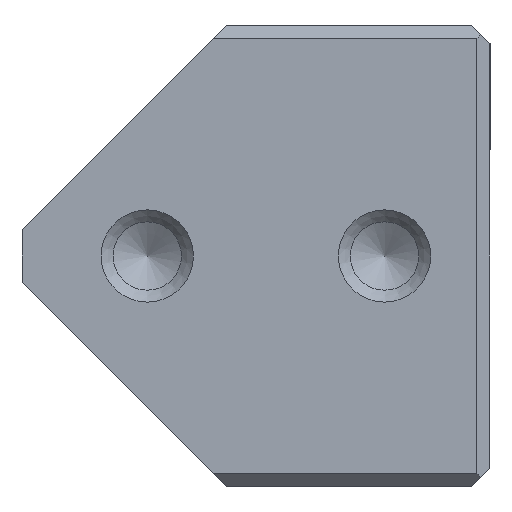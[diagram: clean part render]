
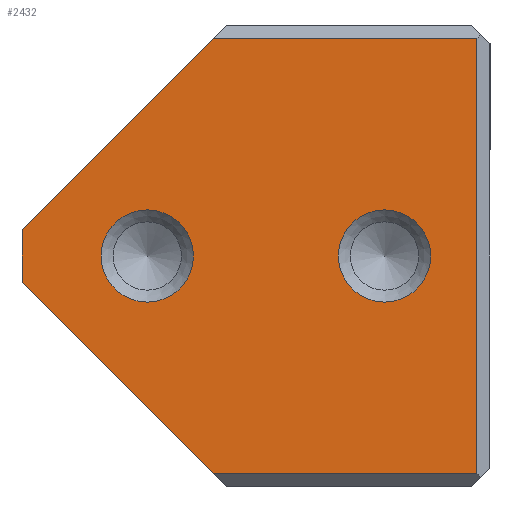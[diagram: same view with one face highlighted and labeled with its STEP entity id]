
A CAD part, left-side view. The second image highlights one B-rep face of the part: STEP entity #2432.
In plain terms, the highlighted planar face has unit normal (-1, 0, 0).
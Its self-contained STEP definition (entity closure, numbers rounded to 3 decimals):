
#2432=ADVANCED_FACE('',(#3246,#3247,#3248),#2774,.T.);
#2774=PLANE('',#8180);
#2997=CIRCLE('',#8178,3.5);
#2998=CIRCLE('',#8179,3.5);
#3246=FACE_BOUND('',#3379,.T.);
#3247=FACE_BOUND('',#3380,.T.);
#3248=FACE_BOUND('',#3381,.T.);
#3379=EDGE_LOOP('',(#4008));
#3380=EDGE_LOOP('',(#4009));
#3381=EDGE_LOOP('',(#4010,#4011,#4012,#4013,#4014,#4015));
#4008=ORIENTED_EDGE('',*,*,#6298,.T.);
#4009=ORIENTED_EDGE('',*,*,#6299,.T.);
#4010=ORIENTED_EDGE('',*,*,#6300,.T.);
#4011=ORIENTED_EDGE('',*,*,#6301,.T.);
#4012=ORIENTED_EDGE('',*,*,#6302,.T.);
#4013=ORIENTED_EDGE('',*,*,#6303,.F.);
#4014=ORIENTED_EDGE('',*,*,#6304,.T.);
#4015=ORIENTED_EDGE('',*,*,#6305,.T.);
#5712=VERTEX_POINT('',#10405);
#5713=VERTEX_POINT('',#10407);
#5714=VERTEX_POINT('',#10409);
#5715=VERTEX_POINT('',#10410);
#5716=VERTEX_POINT('',#10412);
#5717=VERTEX_POINT('',#10414);
#5718=VERTEX_POINT('',#10416);
#5719=VERTEX_POINT('',#10418);
#6298=EDGE_CURVE('',#5712,#5712,#2997,.T.);
#6299=EDGE_CURVE('',#5713,#5713,#2998,.T.);
#6300=EDGE_CURVE('',#5714,#5715,#7069,.T.);
#6301=EDGE_CURVE('',#5715,#5716,#7070,.T.);
#6302=EDGE_CURVE('',#5716,#5717,#7071,.T.);
#6303=EDGE_CURVE('',#5718,#5717,#7072,.T.);
#6304=EDGE_CURVE('',#5718,#5719,#7073,.T.);
#6305=EDGE_CURVE('',#5719,#5714,#7074,.T.);
#7069=LINE('',#10408,#7699);
#7070=LINE('',#10411,#7700);
#7071=LINE('',#10413,#7701);
#7072=LINE('',#10415,#7702);
#7073=LINE('',#10417,#7703);
#7074=LINE('',#10419,#7704);
#7699=VECTOR('',#8644,1.);
#7700=VECTOR('',#8645,1.);
#7701=VECTOR('',#8646,1.);
#7702=VECTOR('',#8647,1.);
#7703=VECTOR('',#8648,1.);
#7704=VECTOR('',#8649,1.);
#8178=AXIS2_PLACEMENT_3D('',#10404,#8640,#8641);
#8179=AXIS2_PLACEMENT_3D('',#10406,#8642,#8643);
#8180=AXIS2_PLACEMENT_3D('',#10420,#8650,#8651);
#8640=DIRECTION('',(1.,0.,0.));
#8641=DIRECTION('',(0.,0.,-1.));
#8642=DIRECTION('',(1.,0.,0.));
#8643=DIRECTION('',(0.,0.,-1.));
#8644=DIRECTION('',(0.,0.,1.));
#8645=DIRECTION('',(0.,1.,0.));
#8646=DIRECTION('',(0.,0.707,-0.707));
#8647=DIRECTION('',(0.,0.,1.));
#8648=DIRECTION('',(0.,-0.707,-0.707));
#8649=DIRECTION('',(0.,-1.,0.));
#8650=DIRECTION('',(-1.,0.,0.));
#8651=DIRECTION('',(0.,0.,-1.));
#10404=CARTESIAN_POINT('',(0.,26.,17.5));
#10405=CARTESIAN_POINT('',(0.,26.,14.));
#10406=CARTESIAN_POINT('',(0.,8.,17.5));
#10407=CARTESIAN_POINT('',(0.,8.,14.));
#10408=CARTESIAN_POINT('',(0.,1.,0.));
#10409=CARTESIAN_POINT('',(0.,1.,1.));
#10410=CARTESIAN_POINT('',(0.,1.,34.));
#10411=CARTESIAN_POINT('',(0.,17.75,34.));
#10412=CARTESIAN_POINT('',(0.,21.002,34.));
#10413=CARTESIAN_POINT('',(0.,36.376,18.626));
#10414=CARTESIAN_POINT('',(0.,35.5,19.502));
#10415=CARTESIAN_POINT('',(0.,35.5,0.));
#10416=CARTESIAN_POINT('',(0.,35.5,15.498));
#10417=CARTESIAN_POINT('',(0.,18.876,-1.126));
#10418=CARTESIAN_POINT('',(0.,21.002,1.));
#10419=CARTESIAN_POINT('',(0.,17.75,1.));
#10420=CARTESIAN_POINT('',(0.,17.75,0.));
